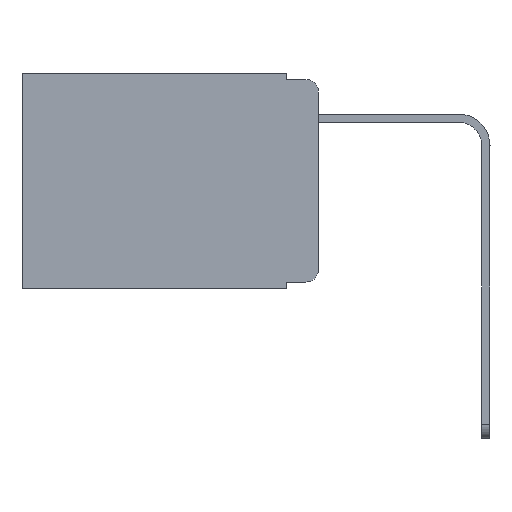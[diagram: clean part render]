
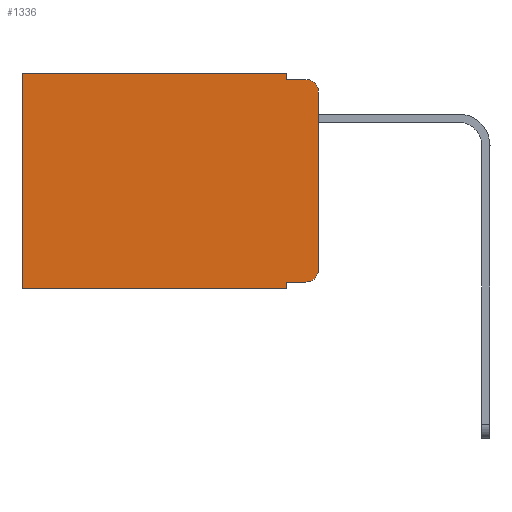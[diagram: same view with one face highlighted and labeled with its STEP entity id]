
A CAD part, left-side view. The second image highlights one B-rep face of the part: STEP entity #1336.
In plain terms, the highlighted planar face has unit normal (-1, 0, 0).
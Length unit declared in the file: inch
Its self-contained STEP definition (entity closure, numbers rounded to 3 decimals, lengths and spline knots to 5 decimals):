
#230 = CARTESIAN_POINT ( 'NONE',  ( 0.298, 0.473, 0. ) ) ;
#756 = CARTESIAN_POINT ( 'NONE',  ( 0.298, 0.051, -0.333 ) ) ;
#764 = DIRECTION ( 'NONE',  ( 0., -1., 0. ) ) ;
#944 = DIRECTION ( 'NONE',  ( -1., 0., 0. ) ) ;
#1023 = LINE ( 'NONE', #17805, #6985 ) ;
#1325 = CARTESIAN_POINT ( 'NONE',  ( 0.298, 0., 0. ) ) ;
#1336 = ADVANCED_FACE ( 'NONE', ( #16328 ), #2472, .F. ) ;
#1348 = VERTEX_POINT ( 'NONE', #15146 ) ;
#1413 = ORIENTED_EDGE ( 'NONE', *, *, #8936, .F. ) ;
#1529 = EDGE_CURVE ( 'NONE', #2337, #16513, #9073, .T. ) ;
#1787 = VECTOR ( 'NONE', #16772, 39.37008 ) ;
#1904 = VECTOR ( 'NONE', #2119, 39.37008 ) ;
#1944 = EDGE_CURVE ( 'NONE', #10665, #8940, #16298, .T. ) ;
#2119 = DIRECTION ( 'NONE',  ( 0., 0., -1. ) ) ;
#2337 = VERTEX_POINT ( 'NONE', #230 ) ;
#2472 = PLANE ( 'NONE',  #12307 ) ;
#2732 = ORIENTED_EDGE ( 'NONE', *, *, #14553, .F. ) ;
#2991 = CARTESIAN_POINT ( 'NONE',  ( 0.298, 0.473, -0.343 ) ) ;
#3727 = DIRECTION ( 'NONE',  ( 1., 0., 0. ) ) ;
#4152 = AXIS2_PLACEMENT_3D ( 'NONE', #8937, #10360, #15851 ) ;
#4491 = VERTEX_POINT ( 'NONE', #9268 ) ;
#5385 = ORIENTED_EDGE ( 'NONE', *, *, #15053, .F. ) ;
#5460 = CARTESIAN_POINT ( 'NONE',  ( 0.298, 0.051, 0. ) ) ;
#6299 = CARTESIAN_POINT ( 'NONE',  ( 0.298, 0.051, 0. ) ) ;
#6410 = LINE ( 'NONE', #5460, #11463 ) ;
#6762 = CIRCLE ( 'NONE', #6810, 0.02 ) ;
#6810 = AXIS2_PLACEMENT_3D ( 'NONE', #11780, #944, #9478 ) ;
#6985 = VECTOR ( 'NONE', #16398, 39.37008 ) ;
#7150 = LINE ( 'NONE', #9977, #17921 ) ;
#7421 = LINE ( 'NONE', #6299, #1904 ) ;
#7874 = ORIENTED_EDGE ( 'NONE', *, *, #10482, .F. ) ;
#8263 = ORIENTED_EDGE ( 'NONE', *, *, #11873, .T. ) ;
#8308 = CARTESIAN_POINT ( 'NONE',  ( 0.298, 0.02, -0.333 ) ) ;
#8936 = EDGE_CURVE ( 'NONE', #16761, #4491, #6410, .T. ) ;
#8937 = CARTESIAN_POINT ( 'NONE',  ( 0.298, 0.02, -0.03 ) ) ;
#8940 = VERTEX_POINT ( 'NONE', #12510 ) ;
#9073 = LINE ( 'NONE', #12430, #1787 ) ;
#9268 = CARTESIAN_POINT ( 'NONE',  ( 0.298, 0.051, -0.343 ) ) ;
#9478 = DIRECTION ( 'NONE',  ( 0., 0., -1. ) ) ;
#9637 = CARTESIAN_POINT ( 'NONE',  ( 0.298, 0., 0. ) ) ;
#9858 = DIRECTION ( 'NONE',  ( 0., 1., 0. ) ) ;
#9977 = CARTESIAN_POINT ( 'NONE',  ( 0.298, 0., 0. ) ) ;
#10257 = VERTEX_POINT ( 'NONE', #15765 ) ;
#10360 = DIRECTION ( 'NONE',  ( -1., 0., 0. ) ) ;
#10482 = EDGE_CURVE ( 'NONE', #10257, #14279, #13740, .T. ) ;
#10540 = EDGE_LOOP ( 'NONE', ( #14219, #13741, #7874, #5385, #13159, #14619, #2732, #1413, #8263, #15140 ) ) ;
#10665 = VERTEX_POINT ( 'NONE', #15195 ) ;
#10706 = CARTESIAN_POINT ( 'NONE',  ( 0.298, 0.051, -0.333 ) ) ;
#11463 = VECTOR ( 'NONE', #15409, 39.37008 ) ;
#11780 = CARTESIAN_POINT ( 'NONE',  ( 0.298, 0.02, -0.313 ) ) ;
#11873 = EDGE_CURVE ( 'NONE', #16761, #16391, #16958, .T. ) ;
#12155 = DIRECTION ( 'NONE',  ( 0., 0., -1. ) ) ;
#12307 = AXIS2_PLACEMENT_3D ( 'NONE', #9637, #3727, #12155 ) ;
#12430 = CARTESIAN_POINT ( 'NONE',  ( 0.298, 0.473, 0. ) ) ;
#12477 = DIRECTION ( 'NONE',  ( 0., 0., -1. ) ) ;
#12510 = CARTESIAN_POINT ( 'NONE',  ( 0.298, 0., -0.313 ) ) ;
#12515 = CARTESIAN_POINT ( 'NONE',  ( 0.298, 0.051, -0.01 ) ) ;
#13159 = ORIENTED_EDGE ( 'NONE', *, *, #16451, .T. ) ;
#13519 = VECTOR ( 'NONE', #13968, 39.37008 ) ;
#13669 = EDGE_CURVE ( 'NONE', #10665, #14279, #13850, .T. ) ;
#13740 = LINE ( 'NONE', #12515, #13519 ) ;
#13741 = ORIENTED_EDGE ( 'NONE', *, *, #13669, .T. ) ;
#13850 = CIRCLE ( 'NONE', #4152, 0.02 ) ;
#13968 = DIRECTION ( 'NONE',  ( 0., -1., 0. ) ) ;
#14219 = ORIENTED_EDGE ( 'NONE', *, *, #1944, .F. ) ;
#14279 = VERTEX_POINT ( 'NONE', #17239 ) ;
#14290 = VECTOR ( 'NONE', #12477, 39.37008 ) ;
#14553 = EDGE_CURVE ( 'NONE', #4491, #16513, #1023, .T. ) ;
#14619 = ORIENTED_EDGE ( 'NONE', *, *, #1529, .T. ) ;
#15053 = EDGE_CURVE ( 'NONE', #1348, #10257, #7421, .T. ) ;
#15140 = ORIENTED_EDGE ( 'NONE', *, *, #16707, .T. ) ;
#15146 = CARTESIAN_POINT ( 'NONE',  ( 0.298, 0.051, 0. ) ) ;
#15195 = CARTESIAN_POINT ( 'NONE',  ( 0.298, 0., -0.03 ) ) ;
#15409 = DIRECTION ( 'NONE',  ( 0., 0., -1. ) ) ;
#15765 = CARTESIAN_POINT ( 'NONE',  ( 0.298, 0.051, -0.01 ) ) ;
#15851 = DIRECTION ( 'NONE',  ( 0., 0., -1. ) ) ;
#16298 = LINE ( 'NONE', #1325, #14290 ) ;
#16328 = FACE_OUTER_BOUND ( 'NONE', #10540, .T. ) ;
#16391 = VERTEX_POINT ( 'NONE', #8308 ) ;
#16398 = DIRECTION ( 'NONE',  ( 0., 1., 0. ) ) ;
#16451 = EDGE_CURVE ( 'NONE', #1348, #2337, #7150, .T. ) ;
#16513 = VERTEX_POINT ( 'NONE', #2991 ) ;
#16707 = EDGE_CURVE ( 'NONE', #16391, #8940, #6762, .T. ) ;
#16761 = VERTEX_POINT ( 'NONE', #756 ) ;
#16772 = DIRECTION ( 'NONE',  ( 0., 0., -1. ) ) ;
#16958 = LINE ( 'NONE', #10706, #17183 ) ;
#17183 = VECTOR ( 'NONE', #764, 39.37008 ) ;
#17239 = CARTESIAN_POINT ( 'NONE',  ( 0.298, 0.02, -0.01 ) ) ;
#17805 = CARTESIAN_POINT ( 'NONE',  ( 0.298, 0., -0.343 ) ) ;
#17921 = VECTOR ( 'NONE', #9858, 39.37008 ) ;
